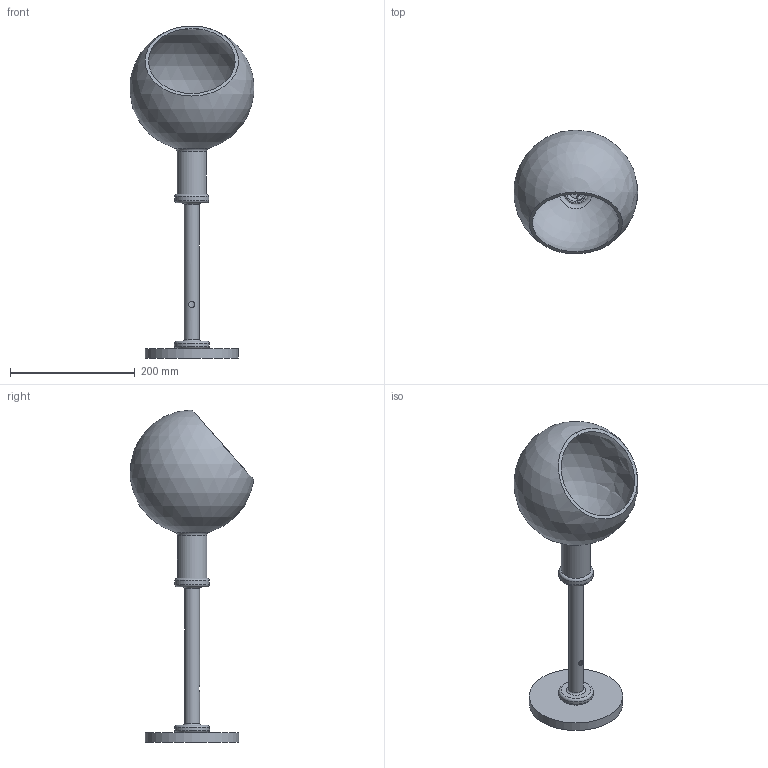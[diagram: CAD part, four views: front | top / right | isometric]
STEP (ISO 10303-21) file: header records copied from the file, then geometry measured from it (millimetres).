
FILE_DESCRIPTION(/* description */ (''),/* implementation_level */ '2;1');
FILE_NAME(/* name */ 'F265805100xxNE.stp',/* time_stamp */ '2020-01-14T10:58:24+01:00',/* author */ ('sghezzi'),/* organization */ (''),/* preprocessor_version */ 'ST-DEVELOPER v17.2',/* originating_system */ 'Autodesk Inventor 2019',/* authorisation */ '');
FILE_SCHEMA (('AUTOMOTIVE_DESIGN { 1 0 10303 214 3 1 1 }'));
Length unit declared in the file: millimetre
Products named in the file (5): Assieme25; Assieme Base vetro + Tubo pyrex 2658; Base Vetro 2658 D150x15; Tubo Pyrex 2658; Parte1
Assembly tree (4 placements, depth 3):
  Assieme25
    Assieme Base vetro + Tubo pyrex 2658
      Base Vetro 2658 D150x15
      Tubo Pyrex 2658
      Parte1
Bounding box: 198.85 x 198.74 x 533.31 mm (x, y, z)
Volume: 771987.4 mm3; surface area: 329460.4 mm2
Topology: 3 solids, 3 shells, 83 faces, 235 edges, 171 vertices
Faces by surface type: torus 37, cylinder 19, plane 19, bspline 6, sphere 2
Full cylindrical faces by diameter (mm): 0.05 x1, 10 x1, 19.6 x1, 24 x1, 29.6 x1, 34 x1, 39 x1, 47 x1, 50.6 x1, 51.6 x1, 55 x1, 56 x1, 150 x1
Entity records: 3738 total; most frequent: CARTESIAN_POINT 1299, DIRECTION 521, ORIENTED_EDGE 464, AXIS2_PLACEMENT_3D 253, EDGE_CURVE 232, VERTEX_POINT 171, CIRCLE 165, EDGE_LOOP 105
